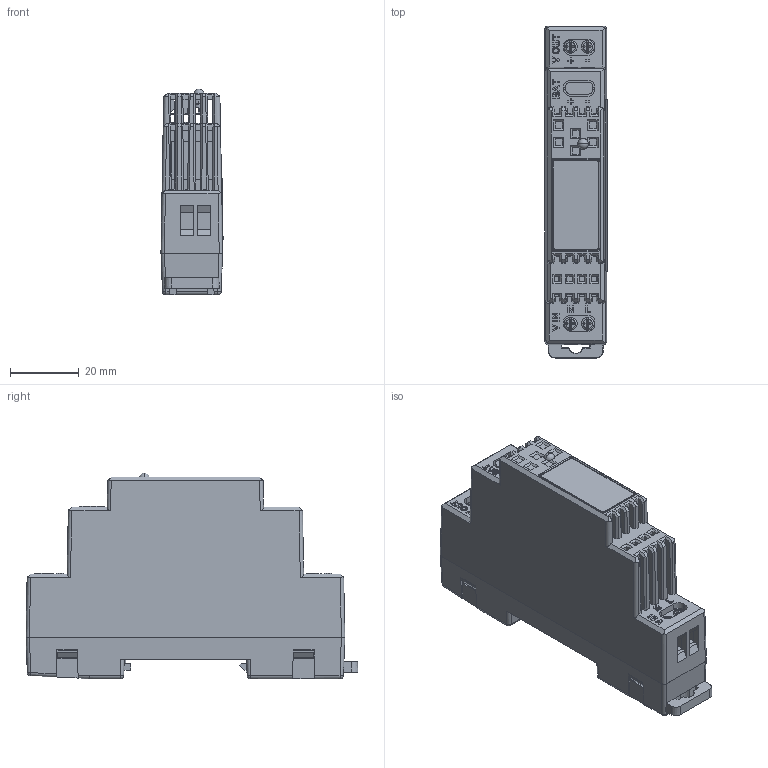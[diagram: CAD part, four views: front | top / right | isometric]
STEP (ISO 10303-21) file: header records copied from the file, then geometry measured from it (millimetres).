
FILE_DESCRIPTION (( 'STEP AP214' ), '1' );
FILE_NAME ('ADD1218.STEP', '2021-06-10T14:24:30', ( '' ), ( '' ), 'SwSTEP 2.0', 'SolidWorks 2020', '' );
FILE_SCHEMA (( 'AUTOMOTIVE_DESIGN' ));
Length unit declared in the file: millimetre
Products named in the file (13): EP0375-TERMINAL BLOCK WJ126; PP0256-LOWER CASING; DOC0046-TECHNICAL INTRUCTION^ADD1218; EP0376-LED DIP 3mm___ _________; LB0206-REFERENCE LABEL_ADD1218; PA0222-CARTON BOX^ADD1218; ADD1218; LB0207-PACKING LABEL^ADD1218; PP0257-UPPER CASING_ADD1218; EP0374-PCB; LB0208-REFERENCE LABEL_ADD1218; PCB0068-PCB FOR DIN POWER SUPPLY 1 MODULE_ADD1218; PP0258-LOCKING PART
Assembly tree (10 placements, depth 3):
  DOC0046-TECHNICAL INTRUCTION^ADD1218
  PA0222-CARTON BOX^ADD1218
  ADD1218
    PP0256-LOWER CASING
    PP0257-UPPER CASING_ADD1218
    LB0208-REFERENCE LABEL_ADD1218
    LB0206-REFERENCE LABEL_ADD1218
    PP0258-LOCKING PART
    PCB0068-PCB FOR DIN POWER SUPPLY 1 MODULE_ADD1218
      EP0374-PCB
      EP0375-TERMINAL BLOCK WJ126  x2
      EP0376-LED DIP 3mm___ _________
  LB0207-PACKING LABEL^ADD1218
Bounding box: 18.13 x 96.85 x 60.08 mm (x, y, z)
Volume: 27646.8 mm3; surface area: 41892.2 mm2
Topology: 15 solids, 15 shells, 1227 faces, 3333 edges, 2163 vertices
Faces by surface type: plane 998, cylinder 99, bspline 79, cone 27, torus 14, sphere 10
Entity records: 38462 total; most frequent: CARTESIAN_POINT 9170, ORIENTED_EDGE 6212, DIRECTION 5128, EDGE_CURVE 3106, LINE 2634, VECTOR 2634, VERTEX_POINT 2017, AXIS2_PLACEMENT_3D 1247
